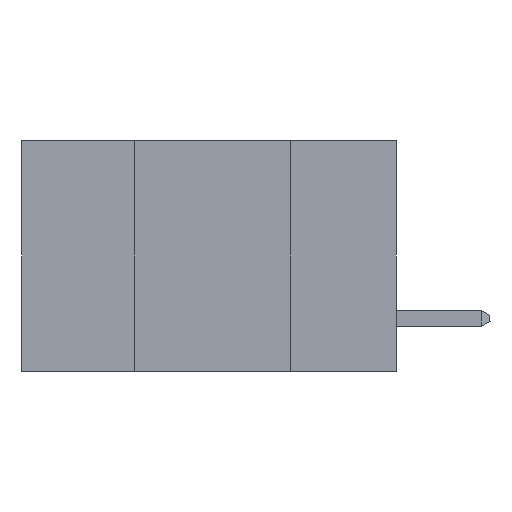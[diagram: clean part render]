
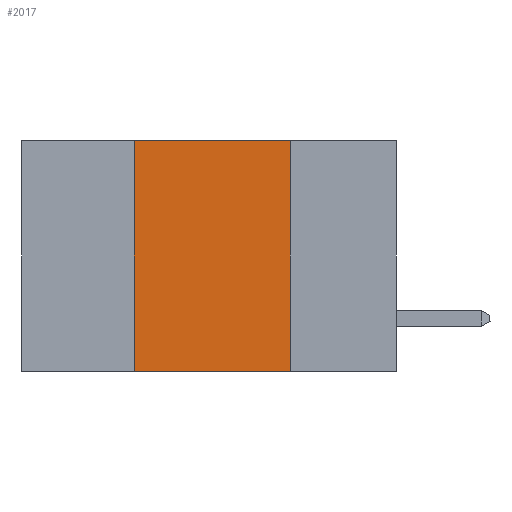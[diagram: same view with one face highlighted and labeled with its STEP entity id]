
A CAD part, left-side view. The second image highlights one B-rep face of the part: STEP entity #2017.
In plain terms, the highlighted planar face has unit normal (-1, 0, 0).
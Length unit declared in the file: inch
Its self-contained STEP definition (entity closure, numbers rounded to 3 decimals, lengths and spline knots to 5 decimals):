
#34 = LINE ( 'NONE', #4150, #19297 ) ;
#1260 = PLANE ( 'NONE',  #2736 ) ;
#1496 = EDGE_CURVE ( 'NONE', #14919, #10543, #11061, .T. ) ;
#2017 = ADVANCED_FACE ( 'NONE', ( #6068 ), #1260, .F. ) ;
#2736 = AXIS2_PLACEMENT_3D ( 'NONE', #2834, #18764, #12684 ) ;
#2834 = CARTESIAN_POINT ( 'NONE',  ( 0., 0.6, 0. ) ) ;
#3109 = CARTESIAN_POINT ( 'NONE',  ( 0., 0.17, 0. ) ) ;
#3751 = CARTESIAN_POINT ( 'NONE',  ( 0., 0.42, -0.37 ) ) ;
#4141 = EDGE_LOOP ( 'NONE', ( #13279, #11285, #16642, #19197 ) ) ;
#4150 = CARTESIAN_POINT ( 'NONE',  ( 0., 0.42, 0. ) ) ;
#4584 = VERTEX_POINT ( 'NONE', #9637 ) ;
#6068 = FACE_OUTER_BOUND ( 'NONE', #4141, .T. ) ;
#6749 = DIRECTION ( 'NONE',  ( 0., -1., 0. ) ) ;
#7674 = EDGE_CURVE ( 'NONE', #4584, #16972, #17487, .T. ) ;
#7739 = CARTESIAN_POINT ( 'NONE',  ( 0., 0.6, -0.37 ) ) ;
#7955 = EDGE_CURVE ( 'NONE', #14919, #4584, #34, .T. ) ;
#9637 = CARTESIAN_POINT ( 'NONE',  ( 0., 0.42, 0. ) ) ;
#10422 = CARTESIAN_POINT ( 'NONE',  ( 0., 0.17, 0. ) ) ;
#10543 = VERTEX_POINT ( 'NONE', #11743 ) ;
#11061 = LINE ( 'NONE', #7739, #14562 ) ;
#11228 = CARTESIAN_POINT ( 'NONE',  ( 0., 0.6, 0. ) ) ;
#11285 = ORIENTED_EDGE ( 'NONE', *, *, #7674, .F. ) ;
#11743 = CARTESIAN_POINT ( 'NONE',  ( 0., 0.17, -0.37 ) ) ;
#11830 = DIRECTION ( 'NONE',  ( 0., 0., 1. ) ) ;
#11889 = EDGE_CURVE ( 'NONE', #16972, #10543, #14573, .T. ) ;
#12684 = DIRECTION ( 'NONE',  ( 0., 0., -1. ) ) ;
#13279 = ORIENTED_EDGE ( 'NONE', *, *, #11889, .F. ) ;
#14535 = DIRECTION ( 'NONE',  ( 0., -1., 0. ) ) ;
#14562 = VECTOR ( 'NONE', #14535, 39.37008 ) ;
#14573 = LINE ( 'NONE', #10422, #17972 ) ;
#14919 = VERTEX_POINT ( 'NONE', #3751 ) ;
#16574 = VECTOR ( 'NONE', #6749, 39.37008 ) ;
#16642 = ORIENTED_EDGE ( 'NONE', *, *, #7955, .F. ) ;
#16972 = VERTEX_POINT ( 'NONE', #3109 ) ;
#17487 = LINE ( 'NONE', #11228, #16574 ) ;
#17972 = VECTOR ( 'NONE', #19274, 39.37008 ) ;
#18764 = DIRECTION ( 'NONE',  ( 1., 0., 0. ) ) ;
#19197 = ORIENTED_EDGE ( 'NONE', *, *, #1496, .T. ) ;
#19274 = DIRECTION ( 'NONE',  ( 0., 0., -1. ) ) ;
#19297 = VECTOR ( 'NONE', #11830, 39.37008 ) ;
